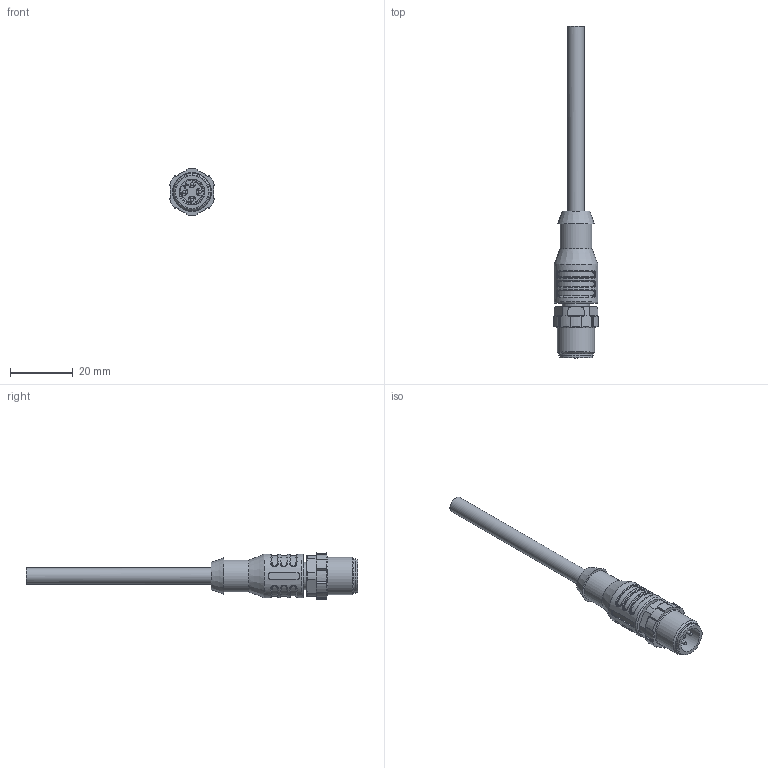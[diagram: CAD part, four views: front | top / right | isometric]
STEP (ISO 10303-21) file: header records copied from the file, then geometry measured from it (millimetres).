
FILE_DESCRIPTION(/* description */ (''),/* implementation_level */ '2;1');
FILE_NAME(/* name */ 'AL-WASK4-m_stp.stp',/* time_stamp */ '2020-02-28T10:23:30+01:00',/* author */ (''),/* organization */ (''),/* preprocessor_version */ 'ST-DEVELOPER v16',/* originating_system */ 'SIEMENS PLM Software NX 10.0',/* authorisation */ '');
FILE_SCHEMA (('AUTOMOTIVE_DESIGN { 1 0 10303 214 3 1 1 1 }'));
Length unit declared in the file: millimetre
Products named in the file (1): AL-WAS4
Bounding box: 14.32 x 106 x 14.96 mm (x, y, z)
Volume: 6296.8 mm3; surface area: 3642.1 mm2
Topology: 1 solids, 1 shells, 359 faces, 880 edges, 522 vertices
Faces by surface type: cylinder 109, plane 98, bspline 54, torus 41, extrusion 25, cone 16, sphere 16
Full cylindrical faces by diameter (mm): 1 x4, 5.2 x1, 8.3 x1, 8.7 x1, 10.2 x1, 10.5 x1, 10.9 x1, 11.9 x1, 14 x1
Entity records: 12566 total; most frequent: CARTESIAN_POINT 4870, ORIENTED_EDGE 1636, DIRECTION 1508, EDGE_CURVE 818, AXIS2_PLACEMENT_3D 592, VERTEX_POINT 503, EDGE_LOOP 401, ADVANCED_FACE 359
